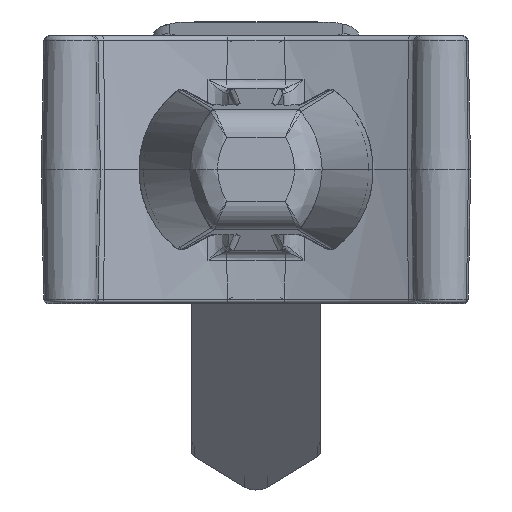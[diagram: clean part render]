
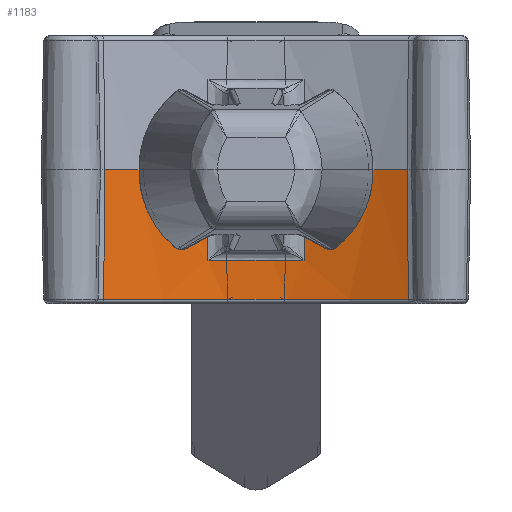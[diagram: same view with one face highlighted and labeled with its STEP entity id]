
A CAD part, front view. The second image highlights one B-rep face of the part: STEP entity #1183.
In plain terms, the highlighted conical face has half-angle 1 degrees and reference radius 9.627 mm.
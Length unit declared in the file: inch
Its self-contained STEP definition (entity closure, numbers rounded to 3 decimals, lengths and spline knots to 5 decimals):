
#276=CONICAL_SURFACE('',#6517,0.379,1.);
#660=B_SPLINE_CURVE_WITH_KNOTS('',3,(#11555,#11556,#11557,#11558,#11559,
#11560,#11561,#11562,#11563,#11564),.UNSPECIFIED.,.F.,.F.,(4,3,3,4),(0.,
0.42143,0.89638,1.),.UNSPECIFIED.);
#661=B_SPLINE_CURVE_WITH_KNOTS('',3,(#11568,#11569,#11570,#11571,#11572,
#11573,#11574,#11575,#11576,#11577),.UNSPECIFIED.,.F.,.F.,(4,3,3,4),(0.,
0.10362,0.52505,1.),.UNSPECIFIED.);
#747=CIRCLE('',#6239,0.379);
#749=CIRCLE('',#6241,0.379);
#866=CIRCLE('',#6515,0.38137);
#867=CIRCLE('',#6516,0.38066);
#1183=ADVANCED_FACE('',(#1677),#276,.F.);
#1677=FACE_OUTER_BOUND('',#2075,.T.);
#2075=EDGE_LOOP('',(#3267,#3268,#3269,#3270,#3271,#3272,#3273,#3274));
#3267=ORIENTED_EDGE('',*,*,#5152,.F.);
#3268=ORIENTED_EDGE('',*,*,#5153,.T.);
#3269=ORIENTED_EDGE('',*,*,#5154,.T.);
#3270=ORIENTED_EDGE('',*,*,#4765,.T.);
#3271=ORIENTED_EDGE('',*,*,#5155,.T.);
#3272=ORIENTED_EDGE('',*,*,#5156,.T.);
#3273=ORIENTED_EDGE('',*,*,#5157,.T.);
#3274=ORIENTED_EDGE('',*,*,#4761,.T.);
#4217=VERTEX_POINT('',#9214);
#4219=VERTEX_POINT('',#9218);
#4220=VERTEX_POINT('',#9220);
#4223=VERTEX_POINT('',#9244);
#4431=VERTEX_POINT('',#11551);
#4432=VERTEX_POINT('',#11553);
#4433=VERTEX_POINT('',#11565);
#4434=VERTEX_POINT('',#11567);
#4761=EDGE_CURVE('',#4220,#4219,#747,.T.);
#4765=EDGE_CURVE('',#4217,#4223,#749,.T.);
#5152=EDGE_CURVE('',#4431,#4219,#5697,.T.);
#5153=EDGE_CURVE('',#4431,#4432,#866,.T.);
#5154=EDGE_CURVE('',#4432,#4217,#5698,.T.);
#5155=EDGE_CURVE('',#4223,#4433,#660,.T.);
#5156=EDGE_CURVE('',#4433,#4434,#867,.T.);
#5157=EDGE_CURVE('',#4434,#4220,#661,.T.);
#5697=LINE('',#11550,#6039);
#5698=LINE('',#11554,#6040);
#6039=VECTOR('',#7792,1.);
#6040=VECTOR('',#7795,1.);
#6239=AXIS2_PLACEMENT_3D('',#9219,#7110,#7111);
#6241=AXIS2_PLACEMENT_3D('',#9245,#7114,#7115);
#6515=AXIS2_PLACEMENT_3D('',#11552,#7793,#7794);
#6516=AXIS2_PLACEMENT_3D('',#11566,#7796,#7797);
#6517=AXIS2_PLACEMENT_3D('',#11578,#7798,#7799);
#7110=DIRECTION('',(0.,0.,1.));
#7111=DIRECTION('',(-1.,0.,0.));
#7114=DIRECTION('',(0.,0.,1.));
#7115=DIRECTION('',(-1.,0.,0.));
#7792=DIRECTION('',(0.007,-0.016,1.));
#7793=DIRECTION('',(0.,0.,-1.));
#7794=DIRECTION('',(1.,0.,0.));
#7795=DIRECTION('',(-0.007,-0.016,1.));
#7796=DIRECTION('',(0.,0.,1.));
#7797=DIRECTION('',(-1.,0.,0.));
#7798=DIRECTION('',(0.,0.,-1.));
#7799=DIRECTION('',(-1.,0.,0.));
#9214=CARTESIAN_POINT('',(0.28065,-0.08839,0.));
#9218=CARTESIAN_POINT('',(-0.03665,-0.08839,0.));
#9219=CARTESIAN_POINT('',(0.122,-0.43259,0.));
#9220=CARTESIAN_POINT('',(0.06816,-0.05743,0.));
#9244=CARTESIAN_POINT('',(0.17584,-0.05743,0.));
#9245=CARTESIAN_POINT('',(0.122,-0.43259,0.));
#11550=CARTESIAN_POINT('',(-0.03037,-0.10202,0.85935));
#11551=CARTESIAN_POINT('',(-0.03764,-0.08624,-0.13559));
#11552=CARTESIAN_POINT('',(0.122,-0.43259,-0.13559));
#11553=CARTESIAN_POINT('',(0.28164,-0.08624,-0.13559));
#11554=CARTESIAN_POINT('',(0.27437,-0.10202,0.85935));
#11555=CARTESIAN_POINT('',(0.17584,-0.05743,0.));
#11556=CARTESIAN_POINT('',(0.17535,-0.05713,-0.01332));
#11557=CARTESIAN_POINT('',(0.17485,-0.05682,-0.02664));
#11558=CARTESIAN_POINT('',(0.17436,-0.05652,-0.03996));
#11559=CARTESIAN_POINT('',(0.1738,-0.05618,-0.05497));
#11560=CARTESIAN_POINT('',(0.17325,-0.05584,-0.06999));
#11561=CARTESIAN_POINT('',(0.17269,-0.0555,-0.085));
#11562=CARTESIAN_POINT('',(0.17257,-0.05542,-0.08828));
#11563=CARTESIAN_POINT('',(0.17245,-0.05535,-0.09155));
#11564=CARTESIAN_POINT('',(0.17233,-0.05528,-0.09483));
#11565=CARTESIAN_POINT('',(0.17233,-0.05528,-0.09483));
#11566=CARTESIAN_POINT('',(0.122,-0.43259,-0.09483));
#11567=CARTESIAN_POINT('',(0.07167,-0.05528,-0.09483));
#11568=CARTESIAN_POINT('',(0.07167,-0.05528,-0.09483));
#11569=CARTESIAN_POINT('',(0.07155,-0.05535,-0.09155));
#11570=CARTESIAN_POINT('',(0.07143,-0.05542,-0.08828));
#11571=CARTESIAN_POINT('',(0.07131,-0.0555,-0.085));
#11572=CARTESIAN_POINT('',(0.07081,-0.0558,-0.07168));
#11573=CARTESIAN_POINT('',(0.07032,-0.0561,-0.05836));
#11574=CARTESIAN_POINT('',(0.06983,-0.0564,-0.04504));
#11575=CARTESIAN_POINT('',(0.06927,-0.05675,-0.03003));
#11576=CARTESIAN_POINT('',(0.06872,-0.05709,-0.01501));
#11577=CARTESIAN_POINT('',(0.06816,-0.05743,0.));
#11578=CARTESIAN_POINT('',(0.122,-0.43259,0.));
